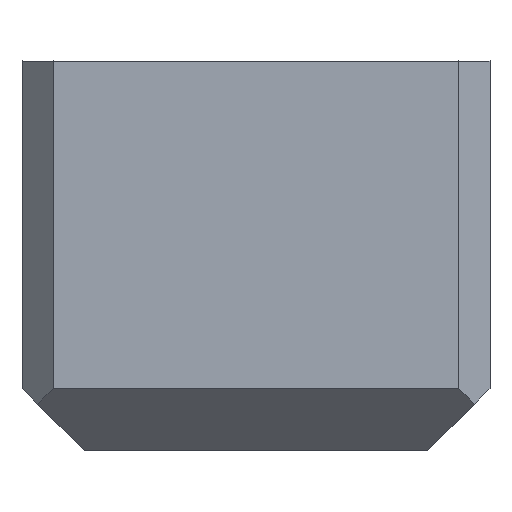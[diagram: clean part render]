
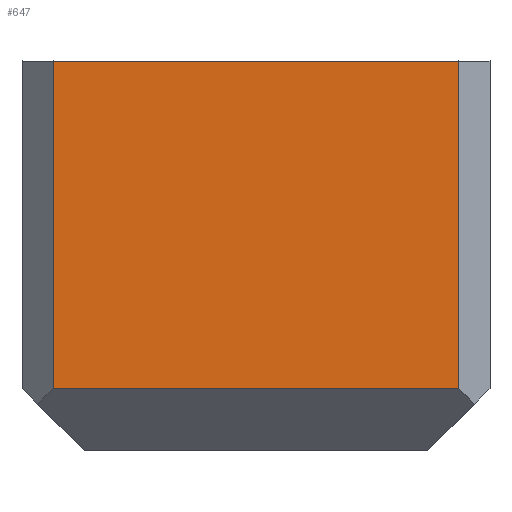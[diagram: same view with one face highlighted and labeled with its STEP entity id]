
A CAD part, left-side view. The second image highlights one B-rep face of the part: STEP entity #647.
In plain terms, the highlighted planar face has unit normal (-1, 0, 0).
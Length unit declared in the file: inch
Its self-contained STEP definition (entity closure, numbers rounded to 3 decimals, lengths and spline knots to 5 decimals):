
#7 = CARTESIAN_POINT ( 'NONE',  ( -0.75, -0.65, 0.625 ) ) ;
#17 = DIRECTION ( 'NONE',  ( 0., 0., 1. ) ) ;
#110 = EDGE_LOOP ( 'NONE', ( #114, #1151, #135, #1271 ) ) ;
#113 = EDGE_CURVE ( 'NONE', #765, #940, #1412, .T. ) ;
#114 = ORIENTED_EDGE ( 'NONE', *, *, #794, .F. ) ;
#135 = ORIENTED_EDGE ( 'NONE', *, *, #256, .T. ) ;
#154 = LINE ( 'NONE', #1015, #782 ) ;
#256 = EDGE_CURVE ( 'NONE', #549, #765, #154, .T. ) ;
#264 = DIRECTION ( 'NONE',  ( 0., -1., 0. ) ) ;
#396 = CARTESIAN_POINT ( 'NONE',  ( -0.75, 0.65, -0.425 ) ) ;
#413 = FACE_OUTER_BOUND ( 'NONE', #110, .T. ) ;
#549 = VERTEX_POINT ( 'NONE', #396 ) ;
#551 = CARTESIAN_POINT ( 'NONE',  ( -0.75, -0.75, 0.625 ) ) ;
#570 = LINE ( 'NONE', #1116, #1091 ) ;
#595 = AXIS2_PLACEMENT_3D ( 'NONE', #551, #864, #778 ) ;
#647 = ADVANCED_FACE ( 'NONE', ( #413 ), #1212, .F. ) ;
#676 = DIRECTION ( 'NONE',  ( 0., -1., 0. ) ) ;
#765 = VERTEX_POINT ( 'NONE', #905 ) ;
#778 = DIRECTION ( 'NONE',  ( 0., 0., -1. ) ) ;
#782 = VECTOR ( 'NONE', #264, 39.37008 ) ;
#785 = DIRECTION ( 'NONE',  ( 0., 0., -1. ) ) ;
#794 = EDGE_CURVE ( 'NONE', #967, #940, #570, .T. ) ;
#844 = VECTOR ( 'NONE', #785, 39.37008 ) ;
#864 = DIRECTION ( 'NONE',  ( 1., 0., 0. ) ) ;
#905 = CARTESIAN_POINT ( 'NONE',  ( -0.75, -0.65, -0.425 ) ) ;
#940 = VERTEX_POINT ( 'NONE', #7 ) ;
#967 = VERTEX_POINT ( 'NONE', #1108 ) ;
#987 = LINE ( 'NONE', #1229, #844 ) ;
#1015 = CARTESIAN_POINT ( 'NONE',  ( -0.75, -0.75, -0.425 ) ) ;
#1067 = VECTOR ( 'NONE', #17, 39.37008 ) ;
#1091 = VECTOR ( 'NONE', #676, 39.37008 ) ;
#1101 = CARTESIAN_POINT ( 'NONE',  ( -0.75, -0.65, 0.625 ) ) ;
#1108 = CARTESIAN_POINT ( 'NONE',  ( -0.75, 0.65, 0.625 ) ) ;
#1116 = CARTESIAN_POINT ( 'NONE',  ( -0.75, -0.75, 0.625 ) ) ;
#1151 = ORIENTED_EDGE ( 'NONE', *, *, #1405, .T. ) ;
#1212 = PLANE ( 'NONE',  #595 ) ;
#1229 = CARTESIAN_POINT ( 'NONE',  ( -0.75, 0.65, 0.625 ) ) ;
#1271 = ORIENTED_EDGE ( 'NONE', *, *, #113, .T. ) ;
#1405 = EDGE_CURVE ( 'NONE', #967, #549, #987, .T. ) ;
#1412 = LINE ( 'NONE', #1101, #1067 ) ;
